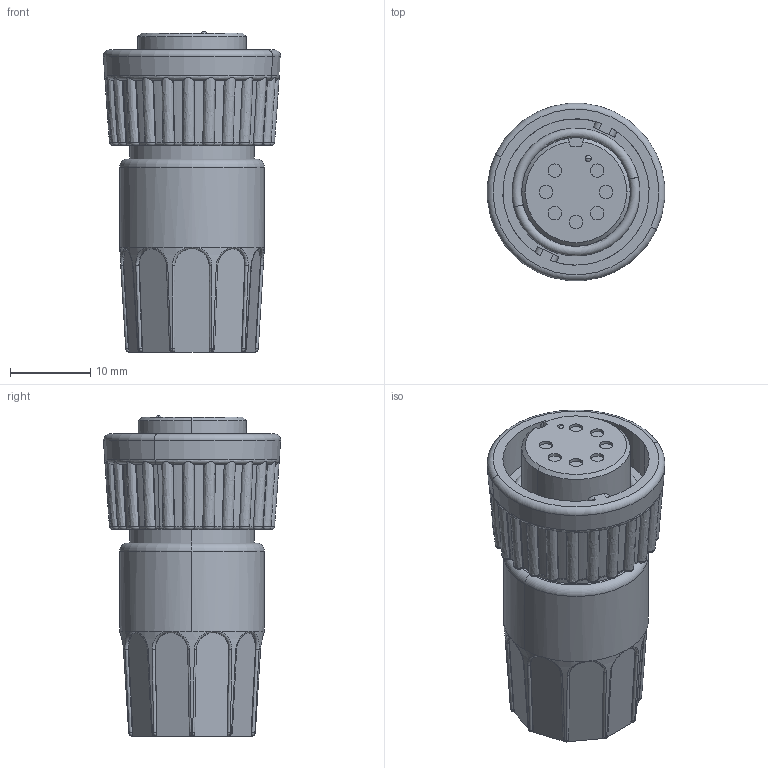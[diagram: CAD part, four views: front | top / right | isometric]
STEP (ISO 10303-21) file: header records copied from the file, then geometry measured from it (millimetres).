
FILE_DESCRIPTION (( 'STEP AP203' ), '1' );
FILE_NAME ('3282-7SG-318.STEP', '2014-10-07T19:14:22', ( '' ), ( '' ), 'SwSTEP 2.0', 'SolidWorks 2014', '' );
FILE_SCHEMA (( 'CONFIG_CONTROL_DESIGN' ));
Length unit declared in the file: inch
Products named in the file (1): 3282-7SG-318
Bounding box: 22.14 x 22.14 x 40.03 mm (x, y, z)
Volume: 9319.2 mm3; surface area: 4014.6 mm2
Topology: 1 solids, 1 shells, 336 faces, 903 edges, 584 vertices
Faces by surface type: bspline 122, plane 80, torus 46, cylinder 45, cone 41, sphere 2
Entity records: 15654 total; most frequent: CARTESIAN_POINT 8346, ORIENTED_EDGE 1806, DIRECTION 1137, EDGE_CURVE 903, VERTEX_POINT 584, AXIS2_PLACEMENT_3D 497, B_SPLINE_CURVE_WITH_KNOTS 478, EDGE_LOOP 351
